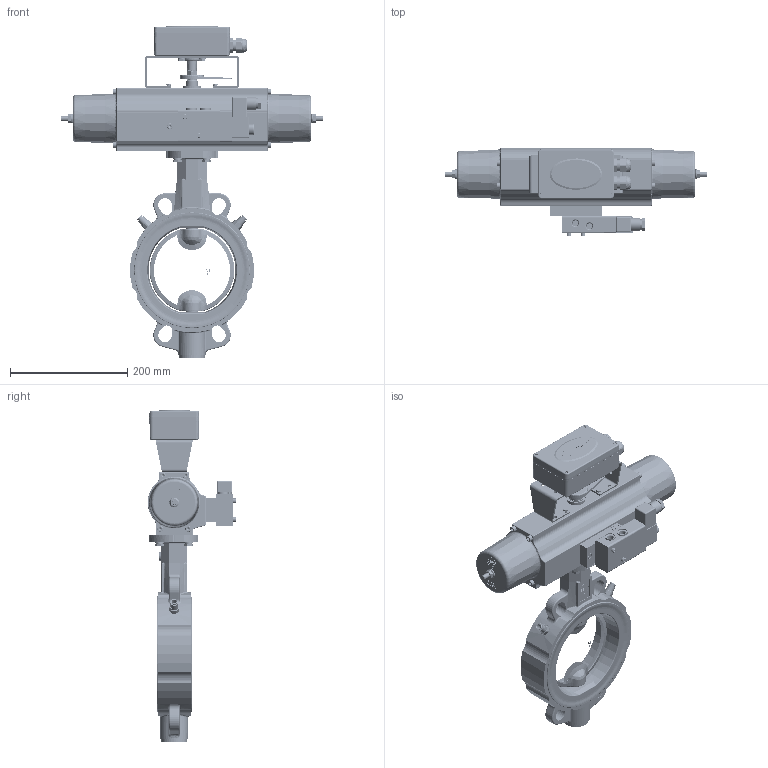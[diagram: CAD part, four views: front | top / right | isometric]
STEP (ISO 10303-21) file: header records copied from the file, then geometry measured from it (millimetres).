
FILE_DESCRIPTION((''),'2;1');
FILE_NAME('Z11Z-150-0118.stp','2011-11-09T11:13:08',('hellwig'),(''),'Autodesk Inventor 2011','Autodesk Inventor 2011','');
FILE_SCHEMA(('AUTOMOTIVE_DESIGN { 1 0 10303 214 1 1 1 1 }'));
Length unit declared in the file: millimetre
Products named in the file (1): M19806_Konturvereinfachung_1
Bounding box: 449 x 151.45 x 567 mm (x, y, z)
Volume: 7040118.3 mm3; surface area: 772801.5 mm2
Topology: 73 solids, 79 shells, 3661 faces, 8846 edges, 5507 vertices
Faces by surface type: plane 1537, cylinder 960, bspline 551, cone 335, torus 168, sphere 110
Full cylindrical faces by diameter (mm): 2 x2, 2.5 x2, 3.242 x4, 4 x13, 4.134 x8, 4.567 x4, 4.917 x17, 5 x8, 5.459 x4, 5.5 x8, 6 x25, 6.5 x15, 6.6 x2, 6.647 x4, 6.7 x4, 7 x4, 7.323 x4, 8 x13, 8.2 x2, 8.4 x4, 8.7 x4, 9 x8, 10 x10, 11 x2, 11.3 x2, 11.4 x4, 11.445 x8, 12 x2, 13 x2, 14 x3
Entity records: 120279 total; most frequent: CARTESIAN_POINT 38194, ORIENTED_EDGE 15924, DIRECTION 15510, EDGE_CURVE 7962, AXIS2_PLACEMENT_3D 5916, VERTEX_POINT 5252, EDGE_LOOP 4596, VECTOR 3678
